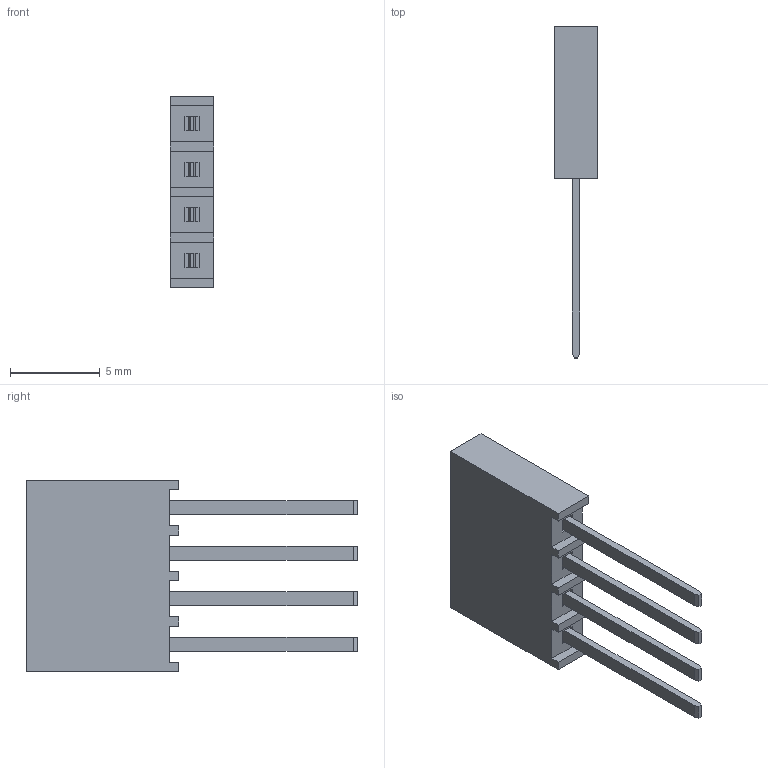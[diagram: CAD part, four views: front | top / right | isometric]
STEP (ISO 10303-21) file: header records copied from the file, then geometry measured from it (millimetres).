
FILE_DESCRIPTION (( 'STEP AP214' ), '1' );
FILE_NAME ('Samtec-SSW-104-03-T-S.STEP', '2016-01-14T08:08:13', ( '' ), ( '' ), 'SwSTEP 2.0', 'SolidWorks 2015', '' );
FILE_SCHEMA (( 'AUTOMOTIVE_DESIGN' ));
Length unit declared in the file: inch
Products named in the file (1): Samtec-SSW-104-03-T-S
Bounding box: 2.41 x 18.52 x 10.67 mm (x, y, z)
Volume: 202.5 mm3; surface area: 473.9 mm2
Topology: 1 solids, 1 shells, 118 faces, 292 edges, 184 vertices
Faces by surface type: plane 118
Entity records: 4434 total; most frequent: CARTESIAN_POINT 595, ORIENTED_EDGE 584, DIRECTION 530, VECTOR 292, EDGE_CURVE 292, LINE 292, VERTEX_POINT 184, EDGE_LOOP 126
